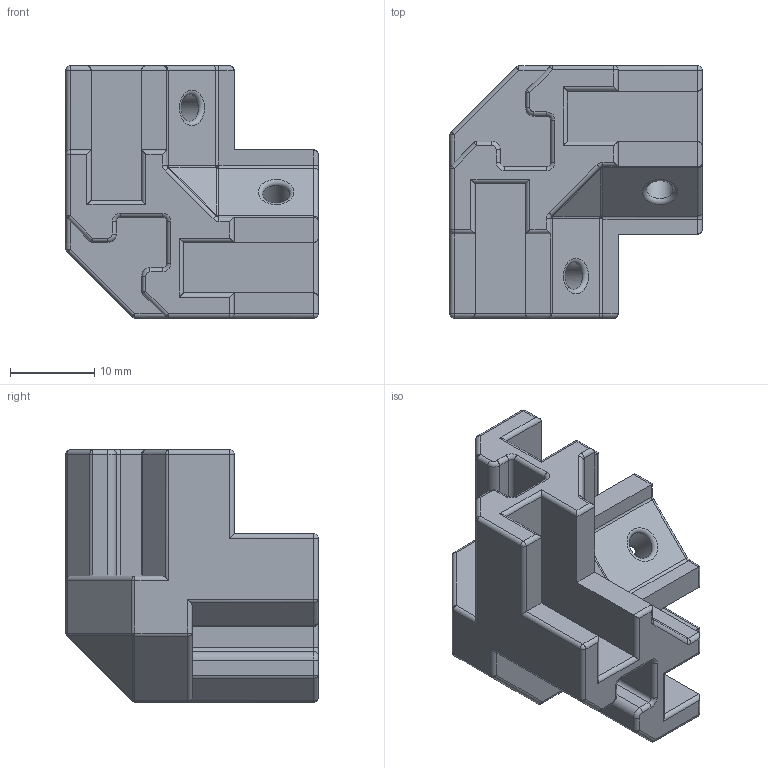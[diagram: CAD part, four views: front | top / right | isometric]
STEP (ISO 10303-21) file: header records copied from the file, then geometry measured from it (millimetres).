
FILE_DESCRIPTION(('STEP AP242'), '1');
FILE_NAME('item3dPrinterTermoboxCornerV2.2', '', ('UNSPECIFIED'), ('UNSPECIFIED'), 'C3D Converter', 'C3D Toolkit', '');
FILE_SCHEMA(('AP242_MANAGED_MODEL_BASED_3D_ENGINEERING_MIM_LF { 1 0 10303 442 1 1 4 }'));
Length unit declared in the file: millimetre
Bounding box: 30 x 30 x 30 mm (x, y, z)
Volume: 9066.4 mm3; surface area: 5562.8 mm2
Topology: 1 solids, 1 shells, 290 faces, 702 edges, 387 vertices
Faces by surface type: cylinder 135, plane 68, bspline 39, torus 24, sphere 24
Full cylindrical faces by diameter (mm): 3.2 x3
Entity records: 10301 total; most frequent: CARTESIAN_POINT 4104, ORIENTED_EDGE 1344, DIRECTION 1203, EDGE_CURVE 672, AXIS2_PLACEMENT_3D 438, VERTEX_POINT 387, LINE 327, VECTOR 327
